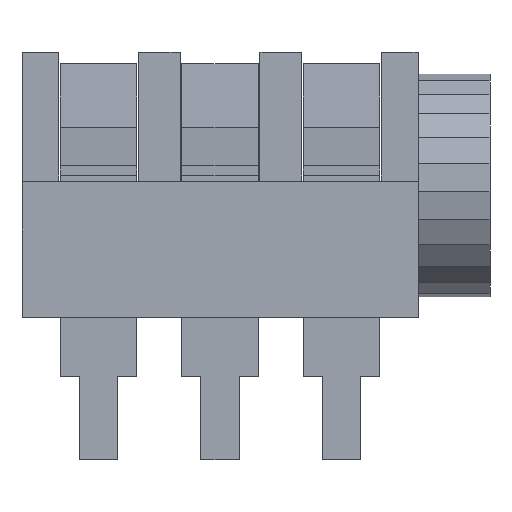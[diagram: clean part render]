
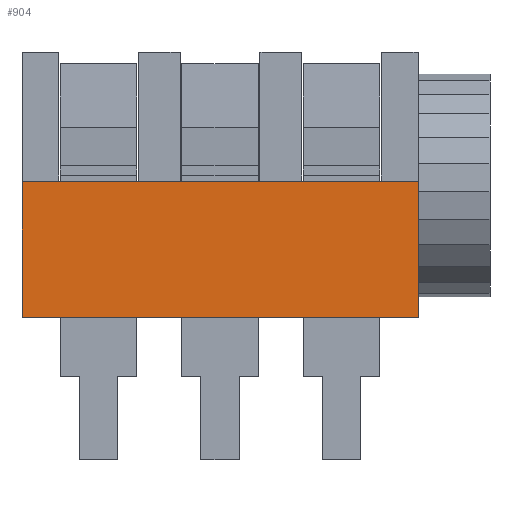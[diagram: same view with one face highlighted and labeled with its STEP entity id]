
A CAD part, front view. The second image highlights one B-rep face of the part: STEP entity #904.
In plain terms, the highlighted planar face has unit normal (0, -1, 0).
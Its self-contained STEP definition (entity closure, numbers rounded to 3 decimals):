
#32 = EDGE_CURVE('',#33,#35,#37,.T.);
#33 = VERTEX_POINT('',#34);
#34 = CARTESIAN_POINT('',(-6.2,-5.4,-4.15));
#35 = VERTEX_POINT('',#36);
#36 = CARTESIAN_POINT('',(-6.2,-5.4,0.1));
#37 = SURFACE_CURVE('',#38,(#42,#54),.PCURVE_S1.);
#38 = LINE('',#39,#40);
#39 = CARTESIAN_POINT('',(-6.2,-5.4,-4.15));
#40 = VECTOR('',#41,1.);
#41 = DIRECTION('',(0.,0.,1.));
#42 = PCURVE('',#43,#48);
#43 = PLANE('',#44);
#44 = AXIS2_PLACEMENT_3D('',#45,#46,#47);
#45 = CARTESIAN_POINT('',(-6.2,-5.4,-4.15));
#46 = DIRECTION('',(1.,0.,0.));
#47 = DIRECTION('',(0.,0.,1.));
#48 = DEFINITIONAL_REPRESENTATION('',(#49),#53);
#49 = LINE('',#50,#51);
#50 = CARTESIAN_POINT('',(0.,0.));
#51 = VECTOR('',#52,1.);
#52 = DIRECTION('',(1.,0.));
#53 = ( GEOMETRIC_REPRESENTATION_CONTEXT(2) 
PARAMETRIC_REPRESENTATION_CONTEXT() REPRESENTATION_CONTEXT('2D SPACE',''
  ) );
#54 = PCURVE('',#55,#60);
#55 = PLANE('',#56);
#56 = AXIS2_PLACEMENT_3D('',#57,#58,#59);
#57 = CARTESIAN_POINT('',(-6.2,-5.4,-4.15));
#58 = DIRECTION('',(0.,1.,0.));
#59 = DIRECTION('',(0.,0.,1.));
#60 = DEFINITIONAL_REPRESENTATION('',(#61),#65);
#61 = LINE('',#62,#63);
#62 = CARTESIAN_POINT('',(0.,0.));
#63 = VECTOR('',#64,1.);
#64 = DIRECTION('',(1.,0.));
#65 = ( GEOMETRIC_REPRESENTATION_CONTEXT(2) 
PARAMETRIC_REPRESENTATION_CONTEXT() REPRESENTATION_CONTEXT('2D SPACE',''
  ) );
#83 = PLANE('',#84);
#84 = AXIS2_PLACEMENT_3D('',#85,#86,#87);
#85 = CARTESIAN_POINT('',(-6.2,-5.4,-4.15));
#86 = DIRECTION('',(0.,0.,1.));
#87 = DIRECTION('',(1.,0.,0.));
#242 = PLANE('',#243);
#243 = AXIS2_PLACEMENT_3D('',#244,#245,#246);
#244 = CARTESIAN_POINT('',(-6.5,-6.7,0.1));
#245 = DIRECTION('',(0.,0.,1.));
#246 = DIRECTION('',(1.,0.,0.));
#904 = ADVANCED_FACE('',(#905),#55,.F.);
#905 = FACE_BOUND('',#906,.F.);
#906 = EDGE_LOOP('',(#907,#937,#958,#959));
#907 = ORIENTED_EDGE('',*,*,#908,.F.);
#908 = EDGE_CURVE('',#909,#911,#913,.T.);
#909 = VERTEX_POINT('',#910);
#910 = CARTESIAN_POINT('',(6.2,-5.4,-4.15));
#911 = VERTEX_POINT('',#912);
#912 = CARTESIAN_POINT('',(6.2,-5.4,0.1));
#913 = SURFACE_CURVE('',#914,(#918,#925),.PCURVE_S1.);
#914 = LINE('',#915,#916);
#915 = CARTESIAN_POINT('',(6.2,-5.4,-4.15));
#916 = VECTOR('',#917,1.);
#917 = DIRECTION('',(0.,0.,1.));
#918 = PCURVE('',#55,#919);
#919 = DEFINITIONAL_REPRESENTATION('',(#920),#924);
#920 = LINE('',#921,#922);
#921 = CARTESIAN_POINT('',(0.,12.4));
#922 = VECTOR('',#923,1.);
#923 = DIRECTION('',(1.,0.));
#924 = ( GEOMETRIC_REPRESENTATION_CONTEXT(2) 
PARAMETRIC_REPRESENTATION_CONTEXT() REPRESENTATION_CONTEXT('2D SPACE',''
  ) );
#925 = PCURVE('',#926,#931);
#926 = PLANE('',#927);
#927 = AXIS2_PLACEMENT_3D('',#928,#929,#930);
#928 = CARTESIAN_POINT('',(6.2,-5.4,-4.15));
#929 = DIRECTION('',(1.,0.,0.));
#930 = DIRECTION('',(0.,0.,1.));
#931 = DEFINITIONAL_REPRESENTATION('',(#932),#936);
#932 = LINE('',#933,#934);
#933 = CARTESIAN_POINT('',(0.,0.));
#934 = VECTOR('',#935,1.);
#935 = DIRECTION('',(1.,0.));
#936 = ( GEOMETRIC_REPRESENTATION_CONTEXT(2) 
PARAMETRIC_REPRESENTATION_CONTEXT() REPRESENTATION_CONTEXT('2D SPACE',''
  ) );
#937 = ORIENTED_EDGE('',*,*,#938,.F.);
#938 = EDGE_CURVE('',#33,#909,#939,.T.);
#939 = SURFACE_CURVE('',#940,(#944,#951),.PCURVE_S1.);
#940 = LINE('',#941,#942);
#941 = CARTESIAN_POINT('',(-6.2,-5.4,-4.15));
#942 = VECTOR('',#943,1.);
#943 = DIRECTION('',(1.,0.,0.));
#944 = PCURVE('',#55,#945);
#945 = DEFINITIONAL_REPRESENTATION('',(#946),#950);
#946 = LINE('',#947,#948);
#947 = CARTESIAN_POINT('',(0.,0.));
#948 = VECTOR('',#949,1.);
#949 = DIRECTION('',(0.,1.));
#950 = ( GEOMETRIC_REPRESENTATION_CONTEXT(2) 
PARAMETRIC_REPRESENTATION_CONTEXT() REPRESENTATION_CONTEXT('2D SPACE',''
  ) );
#951 = PCURVE('',#83,#952);
#952 = DEFINITIONAL_REPRESENTATION('',(#953),#957);
#953 = LINE('',#954,#955);
#954 = CARTESIAN_POINT('',(0.,0.));
#955 = VECTOR('',#956,1.);
#956 = DIRECTION('',(1.,0.));
#957 = ( GEOMETRIC_REPRESENTATION_CONTEXT(2) 
PARAMETRIC_REPRESENTATION_CONTEXT() REPRESENTATION_CONTEXT('2D SPACE',''
  ) );
#958 = ORIENTED_EDGE('',*,*,#32,.T.);
#959 = ORIENTED_EDGE('',*,*,#960,.T.);
#960 = EDGE_CURVE('',#35,#911,#961,.T.);
#961 = SURFACE_CURVE('',#962,(#966,#972),.PCURVE_S1.);
#962 = LINE('',#963,#964);
#963 = CARTESIAN_POINT('',(-6.35,-5.4,0.1));
#964 = VECTOR('',#965,1.);
#965 = DIRECTION('',(1.,0.,0.));
#966 = PCURVE('',#55,#967);
#967 = DEFINITIONAL_REPRESENTATION('',(#968),#971);
#968 = B_SPLINE_CURVE_WITH_KNOTS('',1,(#969,#970),.UNSPECIFIED.,.F.,.F.,
  (2,2),(-1.09,13.79),.PIECEWISE_BEZIER_KNOTS.);
#969 = CARTESIAN_POINT('',(4.25,-1.24));
#970 = CARTESIAN_POINT('',(4.25,13.64));
#971 = ( GEOMETRIC_REPRESENTATION_CONTEXT(2) 
PARAMETRIC_REPRESENTATION_CONTEXT() REPRESENTATION_CONTEXT('2D SPACE',''
  ) );
#972 = PCURVE('',#242,#973);
#973 = DEFINITIONAL_REPRESENTATION('',(#974),#977);
#974 = B_SPLINE_CURVE_WITH_KNOTS('',1,(#975,#976),.UNSPECIFIED.,.F.,.F.,
  (2,2),(-1.09,13.79),.PIECEWISE_BEZIER_KNOTS.);
#975 = CARTESIAN_POINT('',(-0.94,1.3));
#976 = CARTESIAN_POINT('',(13.94,1.3));
#977 = ( GEOMETRIC_REPRESENTATION_CONTEXT(2) 
PARAMETRIC_REPRESENTATION_CONTEXT() REPRESENTATION_CONTEXT('2D SPACE',''
  ) );
